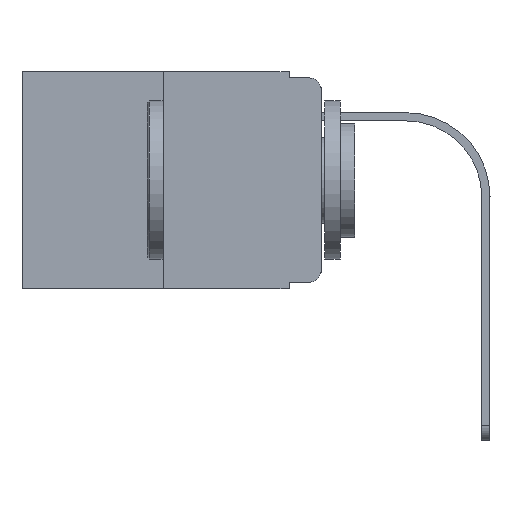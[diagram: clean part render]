
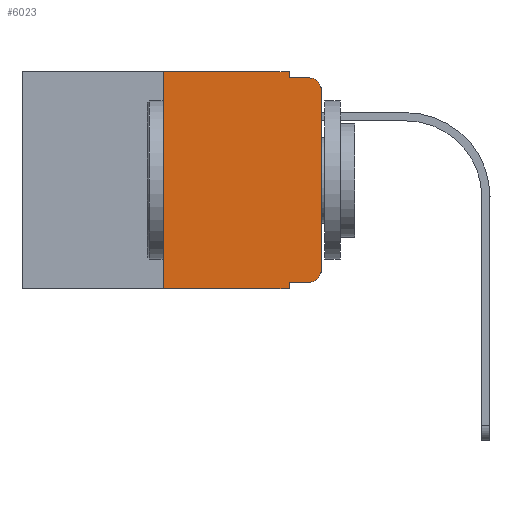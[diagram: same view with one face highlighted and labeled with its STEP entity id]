
A CAD part, left-side view. The second image highlights one B-rep face of the part: STEP entity #6023.
In plain terms, the highlighted planar face has unit normal (-1, 0, 0).
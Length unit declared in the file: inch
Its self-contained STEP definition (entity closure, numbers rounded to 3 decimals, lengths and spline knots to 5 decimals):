
#31 = ORIENTED_EDGE ( 'NONE', *, *, #1705, .F. ) ;
#163 = DIRECTION ( 'NONE',  ( 0., -1., 0. ) ) ;
#676 = ORIENTED_EDGE ( 'NONE', *, *, #4857, .F. ) ;
#887 = DIRECTION ( 'NONE',  ( -1., 0., 0. ) ) ;
#938 = CARTESIAN_POINT ( 'NONE',  ( 0., 0.051, -0.343 ) ) ;
#1069 = AXIS2_PLACEMENT_3D ( 'NONE', #14772, #887, #22870 ) ;
#1705 = EDGE_CURVE ( 'NONE', #7898, #10860, #7900, .T. ) ;
#2554 = LINE ( 'NONE', #18291, #5031 ) ;
#3505 = DIRECTION ( 'NONE',  ( 0., 0., -1. ) ) ;
#4146 = VERTEX_POINT ( 'NONE', #10483 ) ;
#4283 = EDGE_LOOP ( 'NONE', ( #9817, #12704, #5366, #4508, #31, #5580, #18787, #676, #22574, #23612 ) ) ;
#4508 = ORIENTED_EDGE ( 'NONE', *, *, #14901, .F. ) ;
#4857 = EDGE_CURVE ( 'NONE', #4146, #14625, #6487, .T. ) ;
#4890 = CIRCLE ( 'NONE', #16710, 0.02 ) ;
#5031 = VECTOR ( 'NONE', #163, 39.37008 ) ;
#5164 = DIRECTION ( 'NONE',  ( 0., 0., 1. ) ) ;
#5366 = ORIENTED_EDGE ( 'NONE', *, *, #21163, .F. ) ;
#5580 = ORIENTED_EDGE ( 'NONE', *, *, #8199, .F. ) ;
#5889 = VERTEX_POINT ( 'NONE', #11180 ) ;
#5975 = VERTEX_POINT ( 'NONE', #21647 ) ;
#6023 = ADVANCED_FACE ( 'NONE', ( #17515 ), #11559, .F. ) ;
#6052 = CARTESIAN_POINT ( 'NONE',  ( 0., 0.473, 0. ) ) ;
#6356 = EDGE_CURVE ( 'NONE', #4146, #9433, #26089, .T. ) ;
#6487 = LINE ( 'NONE', #22792, #12699 ) ;
#6689 = DIRECTION ( 'NONE',  ( 0., 0., 1. ) ) ;
#7407 = CARTESIAN_POINT ( 'NONE',  ( 0., 0.051, -0.01 ) ) ;
#7506 = DIRECTION ( 'NONE',  ( 0., -1., 0. ) ) ;
#7565 = CARTESIAN_POINT ( 'NONE',  ( 0., 0.02, -0.01 ) ) ;
#7776 = EDGE_CURVE ( 'NONE', #9433, #19106, #4890, .T. ) ;
#7898 = VERTEX_POINT ( 'NONE', #16042 ) ;
#7900 = LINE ( 'NONE', #6052, #16051 ) ;
#8199 = EDGE_CURVE ( 'NONE', #5975, #7898, #9271, .T. ) ;
#8419 = VECTOR ( 'NONE', #21598, 39.37008 ) ;
#8534 = EDGE_CURVE ( 'NONE', #5889, #25145, #22627, .T. ) ;
#9271 = LINE ( 'NONE', #15742, #20126 ) ;
#9433 = VERTEX_POINT ( 'NONE', #23585 ) ;
#9655 = CARTESIAN_POINT ( 'NONE',  ( 0., 0.051, -0.333 ) ) ;
#9817 = ORIENTED_EDGE ( 'NONE', *, *, #14941, .T. ) ;
#10169 = CARTESIAN_POINT ( 'NONE',  ( 0., 0., -0.313 ) ) ;
#10247 = VECTOR ( 'NONE', #6689, 39.37008 ) ;
#10446 = EDGE_CURVE ( 'NONE', #5975, #14625, #2554, .T. ) ;
#10483 = CARTESIAN_POINT ( 'NONE',  ( 0., 0.051, -0.333 ) ) ;
#10860 = VERTEX_POINT ( 'NONE', #20261 ) ;
#11180 = CARTESIAN_POINT ( 'NONE',  ( 0., 0., -0.03 ) ) ;
#11536 = DIRECTION ( 'NONE',  ( -1., 0., 0. ) ) ;
#11559 = PLANE ( 'NONE',  #23505 ) ;
#11934 = VECTOR ( 'NONE', #17843, 39.37008 ) ;
#12104 = CARTESIAN_POINT ( 'NONE',  ( 0., 0.051, -0.01 ) ) ;
#12699 = VECTOR ( 'NONE', #14563, 39.37008 ) ;
#12704 = ORIENTED_EDGE ( 'NONE', *, *, #8534, .T. ) ;
#13555 = DIRECTION ( 'NONE',  ( 1., 0., 0. ) ) ;
#14563 = DIRECTION ( 'NONE',  ( 0., 0., -1. ) ) ;
#14623 = CARTESIAN_POINT ( 'NONE',  ( 0., 0., 0. ) ) ;
#14625 = VERTEX_POINT ( 'NONE', #938 ) ;
#14772 = CARTESIAN_POINT ( 'NONE',  ( 0., 0.02, -0.03 ) ) ;
#14901 = EDGE_CURVE ( 'NONE', #10860, #24576, #23970, .T. ) ;
#14941 = EDGE_CURVE ( 'NONE', #19106, #5889, #19967, .T. ) ;
#15464 = VECTOR ( 'NONE', #25957, 39.37008 ) ;
#15537 = CARTESIAN_POINT ( 'NONE',  ( 0., 0.473, 0. ) ) ;
#15742 = CARTESIAN_POINT ( 'NONE',  ( 0., 0.25, 0. ) ) ;
#16042 = CARTESIAN_POINT ( 'NONE',  ( 0., 0.25, 0. ) ) ;
#16051 = VECTOR ( 'NONE', #7506, 39.37008 ) ;
#16710 = AXIS2_PLACEMENT_3D ( 'NONE', #21749, #11536, #23364 ) ;
#17515 = FACE_OUTER_BOUND ( 'NONE', #4283, .T. ) ;
#17843 = DIRECTION ( 'NONE',  ( 0., 0., -1. ) ) ;
#18291 = CARTESIAN_POINT ( 'NONE',  ( 0., 0.473, -0.343 ) ) ;
#18787 = ORIENTED_EDGE ( 'NONE', *, *, #10446, .T. ) ;
#19106 = VERTEX_POINT ( 'NONE', #10169 ) ;
#19967 = LINE ( 'NONE', #14623, #10247 ) ;
#20102 = CARTESIAN_POINT ( 'NONE',  ( 0., 0.051, 0. ) ) ;
#20126 = VECTOR ( 'NONE', #5164, 39.37008 ) ;
#20261 = CARTESIAN_POINT ( 'NONE',  ( 0., 0.051, 0. ) ) ;
#21163 = EDGE_CURVE ( 'NONE', #24576, #25145, #25578, .T. ) ;
#21598 = DIRECTION ( 'NONE',  ( 0., -1., 0. ) ) ;
#21647 = CARTESIAN_POINT ( 'NONE',  ( 0., 0.25, -0.343 ) ) ;
#21749 = CARTESIAN_POINT ( 'NONE',  ( 0., 0.02, -0.313 ) ) ;
#22574 = ORIENTED_EDGE ( 'NONE', *, *, #6356, .T. ) ;
#22627 = CIRCLE ( 'NONE', #1069, 0.02 ) ;
#22792 = CARTESIAN_POINT ( 'NONE',  ( 0., 0.051, 0. ) ) ;
#22870 = DIRECTION ( 'NONE',  ( 0., 0., -1. ) ) ;
#23364 = DIRECTION ( 'NONE',  ( 0., 0., -1. ) ) ;
#23505 = AXIS2_PLACEMENT_3D ( 'NONE', #15537, #13555, #3505 ) ;
#23585 = CARTESIAN_POINT ( 'NONE',  ( 0., 0.02, -0.333 ) ) ;
#23612 = ORIENTED_EDGE ( 'NONE', *, *, #7776, .T. ) ;
#23970 = LINE ( 'NONE', #20102, #11934 ) ;
#24576 = VERTEX_POINT ( 'NONE', #12104 ) ;
#25145 = VERTEX_POINT ( 'NONE', #7565 ) ;
#25578 = LINE ( 'NONE', #7407, #8419 ) ;
#25957 = DIRECTION ( 'NONE',  ( 0., -1., 0. ) ) ;
#26089 = LINE ( 'NONE', #9655, #15464 ) ;
